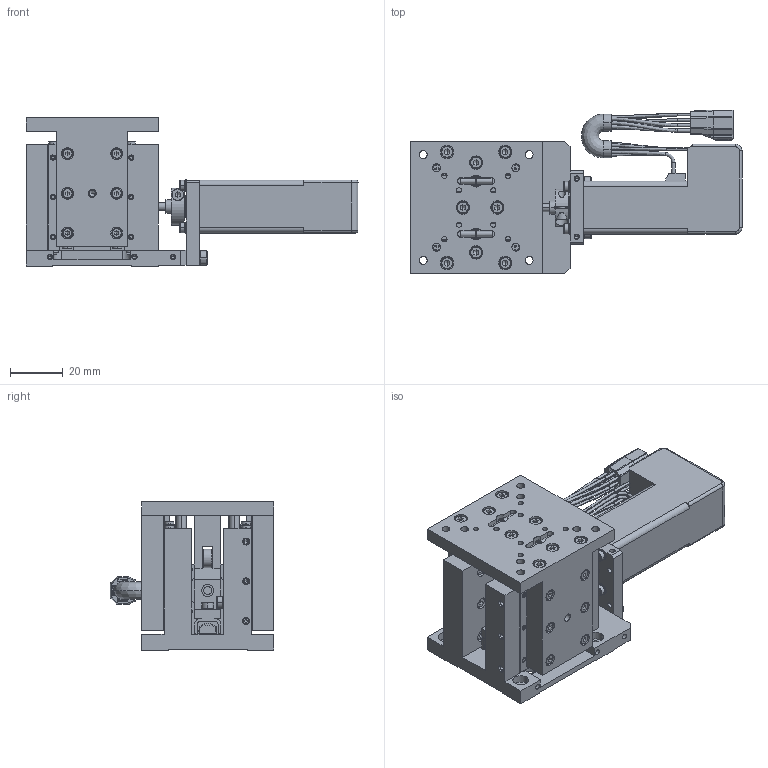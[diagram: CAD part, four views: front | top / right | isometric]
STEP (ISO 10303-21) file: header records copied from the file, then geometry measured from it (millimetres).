
FILE_DESCRIPTION( (''), '2;1');
FILE_NAME ('DR051299-0001-000-00.stp','2019-04-18T17:22:14',(''),(''),'spGate 13.4.4','','');
FILE_SCHEMA (('AUTOMOTIVE_DESIGN'));
Length unit declared in the file: millimetre
Products named in the file (8): Assembly; DR051299-0001-000-00-prt0; DR051299-0001-000-00-prt1; DR051299-0001-000-00-prt2; DR051299-0001-000-00-prt3; DR051299-0001-000-00-prt4; DR051299-0001-000-00-prt5; DR051299-0001-000-00-prt6
Assembly tree (7 placements, depth 2):
  Assembly
    DR051299-0001-000-00-prt0
    DR051299-0001-000-00-prt1
    DR051299-0001-000-00-prt2
    DR051299-0001-000-00-prt3
    DR051299-0001-000-00-prt4
    DR051299-0001-000-00-prt5
    DR051299-0001-000-00-prt6
Bounding box: 125.5 x 61.88 x 56 mm (x, y, z)
Volume: 130120.9 mm3; surface area: 61059.8 mm2
Topology: 7 solids, 7 shells, 2918 faces, 6902 edges, 4083 vertices
Faces by surface type: plane 1694, cylinder 682, bspline 542
Entity records: 142476 total; most frequent: CARTESIAN_POINT 23786, ORIENTED_EDGE 13432, DIRECTION 12279, COLOUR_RGB 9641, PRESENTATION_STYLE_ASSIGNMENT 9641, STYLED_ITEM 9641, EDGE_CURVE 6716, DRAUGHTING_PRE_DEFINED_CURVE_FONT 6716
